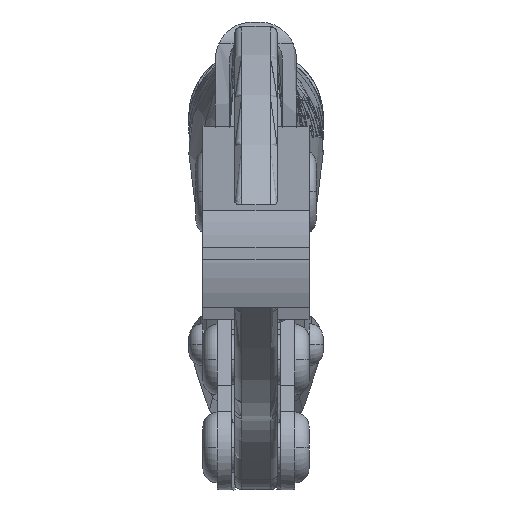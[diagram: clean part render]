
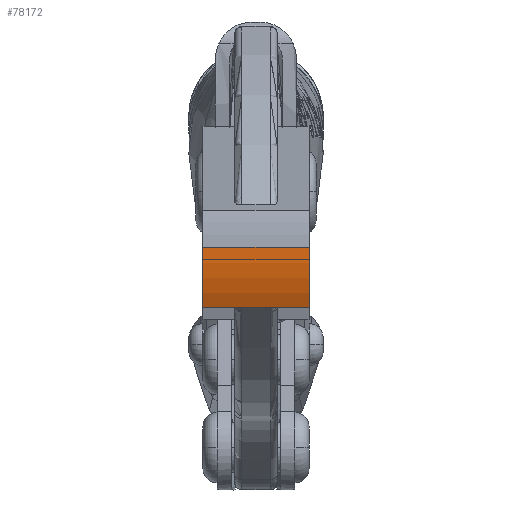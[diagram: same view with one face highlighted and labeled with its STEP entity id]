
A CAD part, top view. The second image highlights one B-rep face of the part: STEP entity #78172.
In plain terms, the highlighted cylindrical face has radius 20 mm (diameter 40 mm), a partial arc.
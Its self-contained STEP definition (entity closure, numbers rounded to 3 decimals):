
#804 = ORIENTED_EDGE ( 'NONE', *, *, #71796, .F. ) ;
#806 = ORIENTED_EDGE ( 'NONE', *, *, #71797, .T. ) ;
#808 = ORIENTED_EDGE ( 'NONE', *, *, #71798, .T. ) ;
#810 = ORIENTED_EDGE ( 'NONE', *, *, #71799, .F. ) ;
#1624 = EDGE_LOOP ( 'NONE', ( #804, #806, #808, #810 ) ) ;
#23507 = CIRCLE ( 'NONE', #69343, 20. ) ;
#23509 = LINE ( 'NONE', #49494, #23518 ) ;
#23514 = CIRCLE ( 'NONE', #69344, 20. ) ;
#23518 = VECTOR ( 'NONE', #49492, 1000. ) ;
#23520 = LINE ( 'NONE', #49498, #23525 ) ;
#23525 = VECTOR ( 'NONE', #49493, 1000. ) ;
#29730 = FACE_OUTER_BOUND ( 'NONE', #1624, .T. ) ;
#29734 = CYLINDRICAL_SURFACE ( 'NONE', #84431, 20. ) ;
#49492 = DIRECTION ( 'NONE',  ( 0., 0., -1. ) ) ;
#49493 = DIRECTION ( 'NONE',  ( 0., 0., -1. ) ) ;
#49494 = CARTESIAN_POINT ( 'NONE',  ( -46.484, -10.152, 7.5 ) ) ;
#49495 = CARTESIAN_POINT ( 'NONE',  ( -26.484, -10.152, 7.5 ) ) ;
#49496 = DIRECTION ( 'NONE',  ( 0., 0., 1. ) ) ;
#49497 = DIRECTION ( 'NONE',  ( 1., 0., 0. ) ) ;
#49498 = CARTESIAN_POINT ( 'NONE',  ( -44.584, -18.659, 7.5 ) ) ;
#49499 = CARTESIAN_POINT ( 'NONE',  ( -26.484, -10.152, -7.5 ) ) ;
#49500 = DIRECTION ( 'NONE',  ( 0., 0., 1. ) ) ;
#49501 = DIRECTION ( 'NONE',  ( 1., 0., 0. ) ) ;
#66979 = DIRECTION ( 'NONE',  ( -1., 0., 0. ) ) ;
#66982 = DIRECTION ( 'NONE',  ( 0., 0., -1. ) ) ;
#66984 = CARTESIAN_POINT ( 'NONE',  ( -26.484, -10.152, 7.5 ) ) ;
#69343 = AXIS2_PLACEMENT_3D ( 'NONE', #49495, #49496, #49497 ) ;
#69344 = AXIS2_PLACEMENT_3D ( 'NONE', #49499, #49500, #49501 ) ;
#71293 = VERTEX_POINT ( 'NONE', #80191 ) ;
#71377 = VERTEX_POINT ( 'NONE', #80232 ) ;
#71403 = VERTEX_POINT ( 'NONE', #80244 ) ;
#71409 = VERTEX_POINT ( 'NONE', #80247 ) ;
#71796 = EDGE_CURVE ( 'NONE', #71377, #71293, #23507, .T. ) ;
#71797 = EDGE_CURVE ( 'NONE', #71377, #71409, #23509, .T. ) ;
#71798 = EDGE_CURVE ( 'NONE', #71409, #71403, #23514, .T. ) ;
#71799 = EDGE_CURVE ( 'NONE', #71293, #71403, #23520, .T. ) ;
#78172 = ADVANCED_FACE ( 'NONE', ( #29730 ), #29734, .T. ) ;
#80191 = CARTESIAN_POINT ( 'NONE',  ( -44.584, -18.659, 7.5 ) ) ;
#80232 = CARTESIAN_POINT ( 'NONE',  ( -46.484, -10.152, 7.5 ) ) ;
#80244 = CARTESIAN_POINT ( 'NONE',  ( -44.584, -18.659, -7.5 ) ) ;
#80247 = CARTESIAN_POINT ( 'NONE',  ( -46.484, -10.152, -7.5 ) ) ;
#84431 = AXIS2_PLACEMENT_3D ( 'NONE', #66984, #66982, #66979 ) ;
